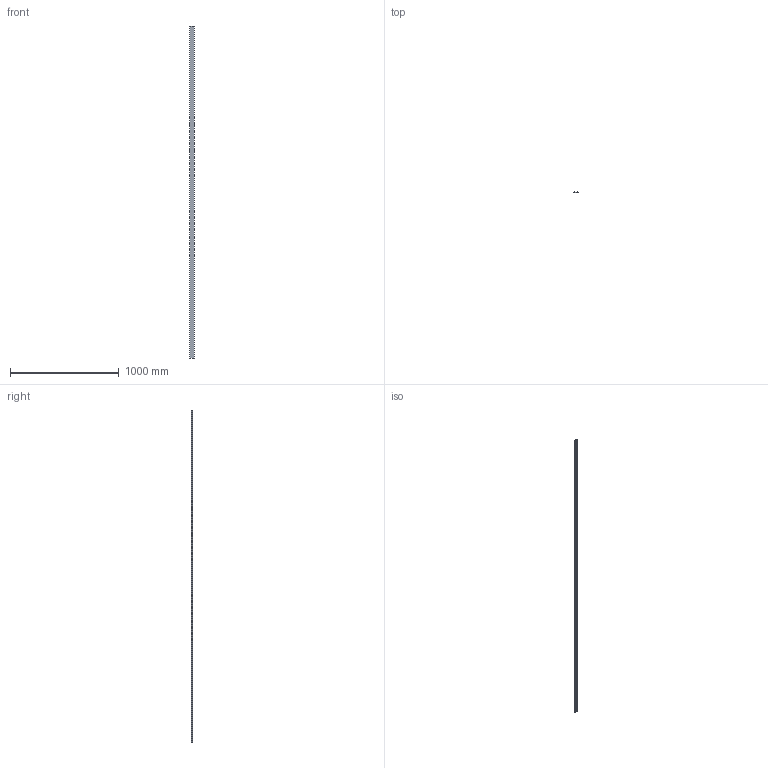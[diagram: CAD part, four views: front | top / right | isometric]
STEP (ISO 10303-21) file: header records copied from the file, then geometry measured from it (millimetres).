
FILE_DESCRIPTION(('TurboCAD Mac Pro'),'Build 980');
FILE_NAME('P1184.stp',' ',(''),(''),'ACIS Interop','IMSI','TurboCAD Mac Pro BY IMSI, INCORPORATED');
FILE_SCHEMA(('automotive_design'));
Length unit declared in the file: inch
Products named in the file (2): 1; 2
Bounding box: 41.5 x 12.37 x 3048 mm (x, y, z)
Volume: 146415.5 mm3; surface area: 577801.2 mm2
Topology: 1 solids, 1 shells, 212 faces, 630 edges, 420 vertices
Faces by surface type: plane 212
Entity records: 8812 total; most frequent: CARTESIAN_POINT 1274, ORIENTED_EDGE 1260, DIRECTION 1068, LINE 640, VECTOR 640, EDGE_CURVE 630, VERTEX_POINT 420, STYLED_ITEM 223
